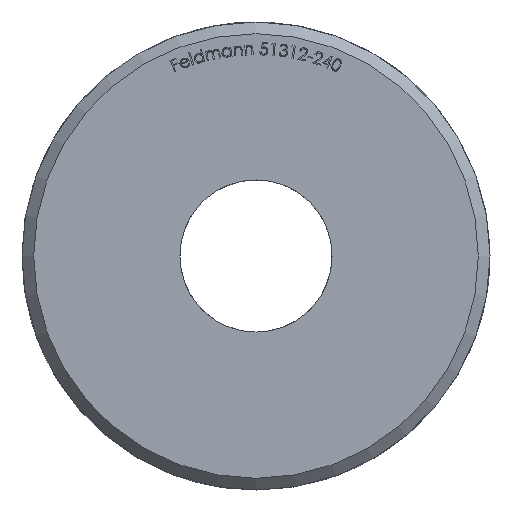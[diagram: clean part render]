
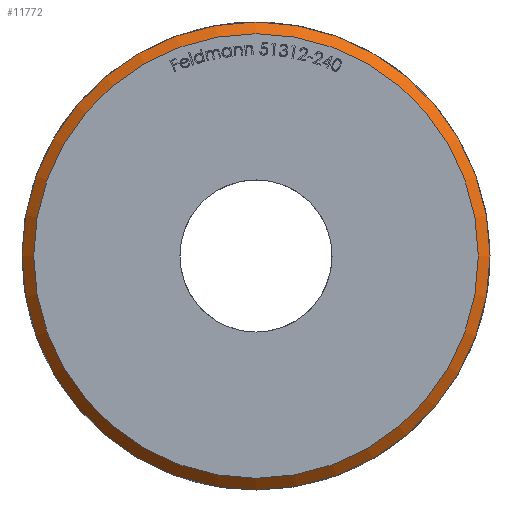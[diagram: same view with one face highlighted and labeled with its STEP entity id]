
A CAD part, front view. The second image highlights one B-rep face of the part: STEP entity #11772.
In plain terms, the highlighted conical face has half-angle 45 degrees and reference radius 10 mm.
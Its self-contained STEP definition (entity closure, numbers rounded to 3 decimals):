
#45 = AXIS2_PLACEMENT_3D ( 'NONE', #6711, #3061, #11284 ) ;
#203 = DIRECTION ( 'NONE',  ( 0., -1., 0. ) ) ;
#430 = EDGE_CURVE ( 'NONE', #1722, #1722, #10743, .T. ) ;
#1456 = AXIS2_PLACEMENT_3D ( 'NONE', #5936, #1494, #6944 ) ;
#1494 = DIRECTION ( 'NONE',  ( 0., 1., 0. ) ) ;
#1722 = VERTEX_POINT ( 'NONE', #3433 ) ;
#2879 = FACE_BOUND ( 'NONE', #4731, .T. ) ;
#3061 = DIRECTION ( 'NONE',  ( 0., 1., 0. ) ) ;
#3433 = CARTESIAN_POINT ( 'NONE',  ( 0., 0., 9.5 ) ) ;
#3483 = EDGE_CURVE ( 'NONE', #9646, #9646, #4232, .T. ) ;
#3949 = AXIS2_PLACEMENT_3D ( 'NONE', #8485, #203, #11433 ) ;
#4106 = ORIENTED_EDGE ( 'NONE', *, *, #430, .F. ) ;
#4232 = CIRCLE ( 'NONE', #1456, 10. ) ;
#4731 = EDGE_LOOP ( 'NONE', ( #4106 ) ) ;
#5936 = CARTESIAN_POINT ( 'NONE',  ( 0., 0.5, 0. ) ) ;
#6711 = CARTESIAN_POINT ( 'NONE',  ( 0., 0.5, 0. ) ) ;
#6944 = DIRECTION ( 'NONE',  ( 0., 0., 1. ) ) ;
#8485 = CARTESIAN_POINT ( 'NONE',  ( 0., 0., 0. ) ) ;
#8640 = FACE_OUTER_BOUND ( 'NONE', #10102, .T. ) ;
#9646 = VERTEX_POINT ( 'NONE', #9786 ) ;
#9786 = CARTESIAN_POINT ( 'NONE',  ( 0., 0.5, 10. ) ) ;
#10102 = EDGE_LOOP ( 'NONE', ( #10703 ) ) ;
#10703 = ORIENTED_EDGE ( 'NONE', *, *, #3483, .F. ) ;
#10743 = CIRCLE ( 'NONE', #3949, 9.5 ) ;
#10915 = CONICAL_SURFACE ( 'NONE', #45, 10., 0.785 ) ;
#11284 = DIRECTION ( 'NONE',  ( 0., 0., 1. ) ) ;
#11433 = DIRECTION ( 'NONE',  ( 0., 0., 1. ) ) ;
#11772 = ADVANCED_FACE ( 'NONE', ( #2879, #8640 ), #10915, .T. ) ;
